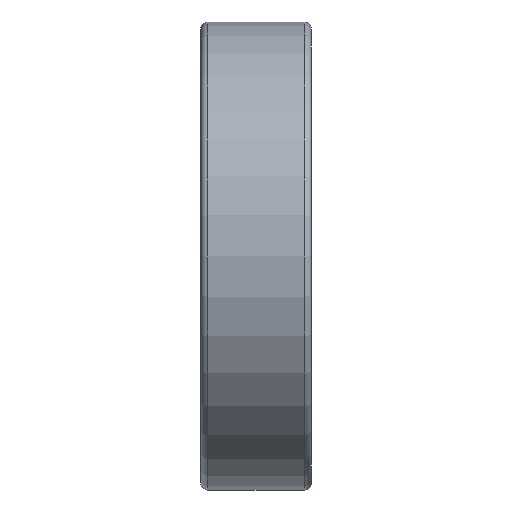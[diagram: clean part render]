
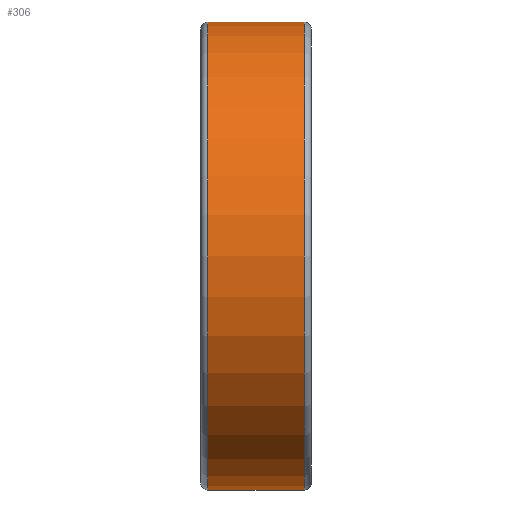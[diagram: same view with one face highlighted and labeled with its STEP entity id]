
A CAD part, front view. The second image highlights one B-rep face of the part: STEP entity #306.
In plain terms, the highlighted cylindrical face has radius 36 mm (diameter 72 mm), a full revolution.
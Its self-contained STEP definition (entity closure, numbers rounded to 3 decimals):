
#134=CYLINDRICAL_SURFACE('',#376,36.);
#170=ORIENTED_EDGE('',*,*,#189,.T.);
#171=ORIENTED_EDGE('',*,*,#188,.F.);
#188=EDGE_CURVE('',#204,#204,#221,.T.);
#189=EDGE_CURVE('',#205,#205,#222,.T.);
#204=VERTEX_POINT('',#570);
#205=VERTEX_POINT('',#573);
#221=CIRCLE('',#375,36.);
#222=CIRCLE('',#377,36.);
#251=EDGE_LOOP('',(#170));
#252=EDGE_LOOP('',(#171));
#283=FACE_BOUND('',#251,.T.);
#284=FACE_BOUND('',#252,.T.);
#306=ADVANCED_FACE('',(#283,#284),#134,.T.);
#375=AXIS2_PLACEMENT_3D('',#569,#465,#466);
#376=AXIS2_PLACEMENT_3D('',#571,#467,#468);
#377=AXIS2_PLACEMENT_3D('',#572,#469,#470);
#465=DIRECTION('',(1.,0.,0.));
#466=DIRECTION('',(0.,0.,-1.));
#467=DIRECTION('',(1.,0.,0.));
#468=DIRECTION('',(0.,0.,-1.));
#469=DIRECTION('',(1.,0.,0.));
#470=DIRECTION('',(0.,0.,-1.));
#569=CARTESIAN_POINT('',(15.9,0.,0.));
#570=CARTESIAN_POINT('',(15.9,0.,-36.));
#571=CARTESIAN_POINT('',(17.,0.,0.));
#572=CARTESIAN_POINT('',(1.1,0.,0.));
#573=CARTESIAN_POINT('',(1.1,0.,-36.));
